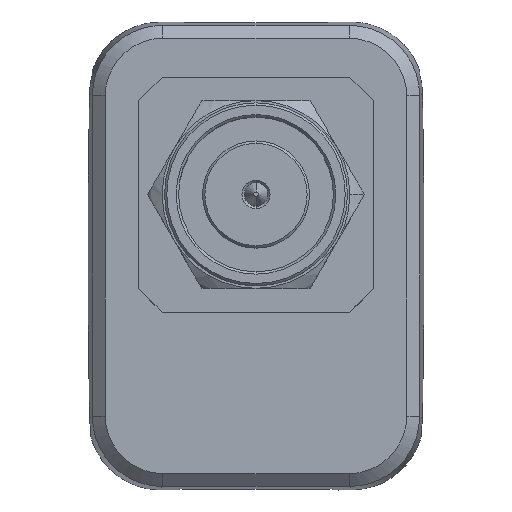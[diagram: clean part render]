
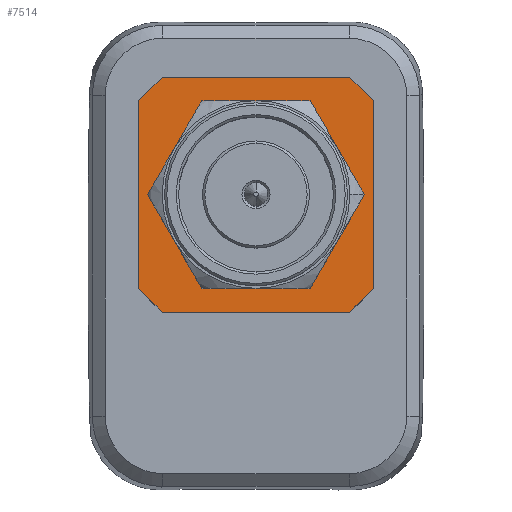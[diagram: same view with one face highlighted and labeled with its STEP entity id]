
A CAD part, top view. The second image highlights one B-rep face of the part: STEP entity #7514.
In plain terms, the highlighted face is planar.
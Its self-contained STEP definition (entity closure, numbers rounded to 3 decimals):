
#36 = LINE ( 'NONE', #7350, #7874 ) ;
#77 = ORIENTED_EDGE ( 'NONE', *, *, #255, .T. ) ;
#208 = VERTEX_POINT ( 'NONE', #2466 ) ;
#255 = EDGE_CURVE ( 'NONE', #3556, #3371, #3795, .T. ) ;
#260 = ORIENTED_EDGE ( 'NONE', *, *, #2450, .T. ) ;
#264 = PLANE ( 'NONE',  #4323 ) ;
#311 = CARTESIAN_POINT ( 'NONE',  ( -69.362, 115.349, 4.425 ) ) ;
#323 = CARTESIAN_POINT ( 'NONE',  ( -67.782, 114.437, 8.425 ) ) ;
#637 = CIRCLE ( 'NONE', #5662, 3.175 ) ;
#761 = EDGE_LOOP ( 'NONE', ( #6836, #6481 ) ) ;
#904 = DIRECTION ( 'NONE',  ( 0.866, -0.5, 0. ) ) ;
#979 = ORIENTED_EDGE ( 'NONE', *, *, #4732, .T. ) ;
#1022 = CARTESIAN_POINT ( 'NONE',  ( -13.939, 83.351, -53.747 ) ) ;
#1357 = CARTESIAN_POINT ( 'NONE',  ( -76.442, 119.437, 8.425 ) ) ;
#1472 = ORIENTED_EDGE ( 'NONE', *, *, #2303, .T. ) ;
#1520 = AXIS2_PLACEMENT_3D ( 'NONE', #5290, #5238, #5217 ) ;
#1540 = DIRECTION ( 'NONE',  ( 0.612, -0.354, 0.707 ) ) ;
#1563 = ORIENTED_EDGE ( 'NONE', *, *, #7451, .T. ) ;
#1684 = CARTESIAN_POINT ( 'NONE',  ( -75.576, 118.937, -0.575 ) ) ;
#1735 = ORIENTED_EDGE ( 'NONE', *, *, #4419, .T. ) ;
#2006 = CARTESIAN_POINT ( 'NONE',  ( -67.782, 114.437, 0.425 ) ) ;
#2010 = CARTESIAN_POINT ( 'NONE',  ( -76.442, 119.437, -0.575 ) ) ;
#2016 = DIRECTION ( 'NONE',  ( -0.866, 0.5, 0. ) ) ;
#2060 = DIRECTION ( 'NONE',  ( 0.866, -0.5, 0. ) ) ;
#2286 = VECTOR ( 'NONE', #6117, 1000. ) ;
#2303 = EDGE_CURVE ( 'NONE', #5242, #4055, #8149, .T. ) ;
#2386 = LINE ( 'NONE', #7983, #2286 ) ;
#2450 = EDGE_CURVE ( 'NONE', #5426, #7537, #7634, .T. ) ;
#2466 = CARTESIAN_POINT ( 'NONE',  ( -68.648, 114.937, 9.425 ) ) ;
#2507 = VECTOR ( 'NONE', #2016, 1000. ) ;
#2522 = CARTESIAN_POINT ( 'NONE',  ( -67.782, 114.437, -0.575 ) ) ;
#2591 = VERTEX_POINT ( 'NONE', #7865 ) ;
#2658 = DIRECTION ( 'NONE',  ( 0., 0., 1. ) ) ;
#2729 = LINE ( 'NONE', #5348, #2507 ) ;
#2837 = ORIENTED_EDGE ( 'NONE', *, *, #4596, .T. ) ;
#2979 = DIRECTION ( 'NONE',  ( -0.612, 0.354, -0.707 ) ) ;
#3091 = VECTOR ( 'NONE', #1540, 1000. ) ;
#3241 = VECTOR ( 'NONE', #4160, 1000. ) ;
#3371 = VERTEX_POINT ( 'NONE', #323 ) ;
#3491 = CARTESIAN_POINT ( 'NONE',  ( -68.648, 114.937, -0.575 ) ) ;
#3556 = VERTEX_POINT ( 'NONE', #2006 ) ;
#3595 = CARTESIAN_POINT ( 'NONE',  ( -72.112, 116.937, 4.425 ) ) ;
#3651 = VERTEX_POINT ( 'NONE', #6028 ) ;
#3685 = EDGE_CURVE ( 'NONE', #3961, #2591, #5013, .T. ) ;
#3788 = VECTOR ( 'NONE', #2658, 1000. ) ;
#3795 = LINE ( 'NONE', #2522, #3788 ) ;
#3823 = LINE ( 'NONE', #4849, #3091 ) ;
#3961 = VERTEX_POINT ( 'NONE', #311 ) ;
#4055 = VERTEX_POINT ( 'NONE', #3491 ) ;
#4160 = DIRECTION ( 'NONE',  ( -0.612, 0.354, 0.707 ) ) ;
#4206 = DIRECTION ( 'NONE',  ( 0.866, -0.5, 0. ) ) ;
#4323 = AXIS2_PLACEMENT_3D ( 'NONE', #7800, #6506, #904 ) ;
#4419 = EDGE_CURVE ( 'NONE', #4055, #3556, #3823, .T. ) ;
#4596 = EDGE_CURVE ( 'NONE', #208, #3651, #2729, .T. ) ;
#4732 = EDGE_CURVE ( 'NONE', #7537, #5242, #2386, .T. ) ;
#4842 = CARTESIAN_POINT ( 'NONE',  ( -76.442, 119.437, 9.425 ) ) ;
#4849 = CARTESIAN_POINT ( 'NONE',  ( -17.771, 85.563, 58.172 ) ) ;
#4936 = ORIENTED_EDGE ( 'NONE', *, *, #6625, .T. ) ;
#4999 = DIRECTION ( 'NONE',  ( 0., 0., -1. ) ) ;
#5013 = CIRCLE ( 'NONE', #1520, 3.175 ) ;
#5217 = DIRECTION ( 'NONE',  ( 0.866, -0.5, 0. ) ) ;
#5238 = DIRECTION ( 'NONE',  ( 0.5, 0.866, 0. ) ) ;
#5242 = VERTEX_POINT ( 'NONE', #1684 ) ;
#5268 = LINE ( 'NONE', #1022, #3241 ) ;
#5290 = CARTESIAN_POINT ( 'NONE',  ( -72.112, 116.937, 4.425 ) ) ;
#5348 = CARTESIAN_POINT ( 'NONE',  ( -67.782, 114.437, 9.425 ) ) ;
#5426 = VERTEX_POINT ( 'NONE', #1357 ) ;
#5662 = AXIS2_PLACEMENT_3D ( 'NONE', #3595, #7968, #4206 ) ;
#6000 = CARTESIAN_POINT ( 'NONE',  ( -76.442, 119.437, 0.425 ) ) ;
#6028 = CARTESIAN_POINT ( 'NONE',  ( -75.576, 118.937, 9.425 ) ) ;
#6117 = DIRECTION ( 'NONE',  ( 0.612, -0.354, -0.707 ) ) ;
#6481 = ORIENTED_EDGE ( 'NONE', *, *, #6503, .T. ) ;
#6490 = EDGE_LOOP ( 'NONE', ( #260, #979, #1472, #1735, #77, #1563, #2837, #4936 ) ) ;
#6503 = EDGE_CURVE ( 'NONE', #2591, #3961, #637, .T. ) ;
#6506 = DIRECTION ( 'NONE',  ( -0.5, -0.866, 0. ) ) ;
#6625 = EDGE_CURVE ( 'NONE', #3651, #5426, #36, .T. ) ;
#6836 = ORIENTED_EDGE ( 'NONE', *, *, #3685, .T. ) ;
#7317 = FACE_BOUND ( 'NONE', #761, .T. ) ;
#7350 = CARTESIAN_POINT ( 'NONE',  ( -25.566, 90.063, 67.172 ) ) ;
#7451 = EDGE_CURVE ( 'NONE', #3371, #208, #5268, .T. ) ;
#7514 = ADVANCED_FACE ( 'NONE', ( #7317, #7760 ), #264, .T. ) ;
#7537 = VERTEX_POINT ( 'NONE', #6000 ) ;
#7620 = VECTOR ( 'NONE', #4999, 1000. ) ;
#7634 = LINE ( 'NONE', #4842, #7620 ) ;
#7760 = FACE_OUTER_BOUND ( 'NONE', #6490, .T. ) ;
#7800 = CARTESIAN_POINT ( 'NONE',  ( 32.607, 56.477, 0. ) ) ;
#7865 = CARTESIAN_POINT ( 'NONE',  ( -74.861, 118.524, 4.425 ) ) ;
#7874 = VECTOR ( 'NONE', #2979, 1000. ) ;
#7968 = DIRECTION ( 'NONE',  ( 0.5, 0.866, 0. ) ) ;
#7983 = CARTESIAN_POINT ( 'NONE',  ( -21.733, 87.851, -62.747 ) ) ;
#8100 = VECTOR ( 'NONE', #2060, 1000. ) ;
#8149 = LINE ( 'NONE', #2010, #8100 ) ;
